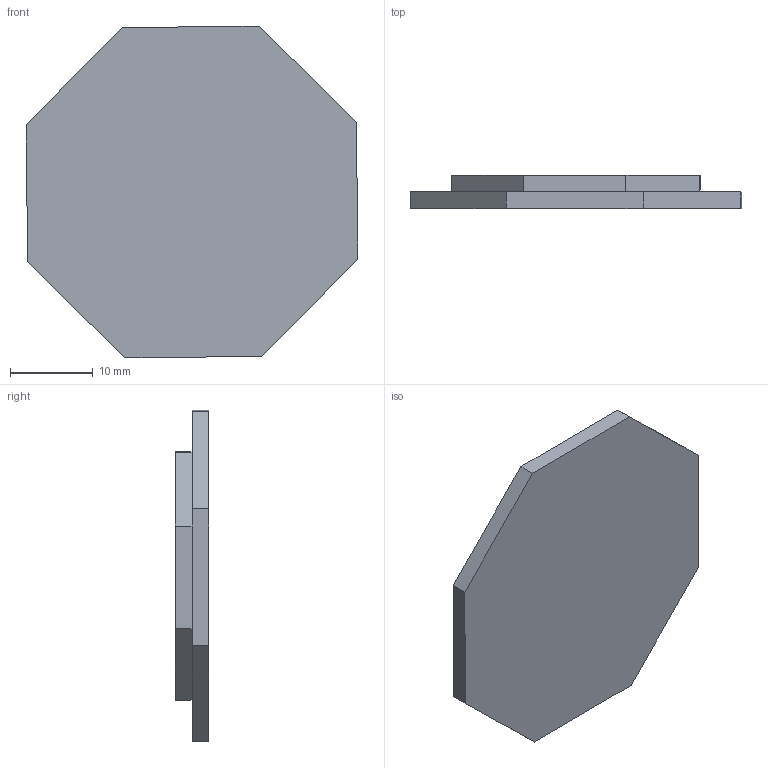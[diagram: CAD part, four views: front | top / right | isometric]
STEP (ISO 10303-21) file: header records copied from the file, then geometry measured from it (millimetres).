
FILE_DESCRIPTION(/* description */ (''),/* implementation_level */ '2;1');
FILE_NAME(/* name */ 'oktagonUnten.stp',/* time_stamp */ '2018-08-09T18:46:56+02:00',/* author */ ('chris'),/* organization */ (''),/* preprocessor_version */ 'ST-DEVELOPER v17',/* originating_system */ 'Autodesk Inventor 2019',/* authorisation */ '');
FILE_SCHEMA (('AUTOMOTIVE_DESIGN { 1 0 10303 214 3 1 1 }'));
Length unit declared in the file: millimetre
Products named in the file (1): oktagonUnten
Bounding box: 40.13 x 4 x 40.13 mm (x, y, z)
Volume: 4142.1 mm3; surface area: 3114.9 mm2
Topology: 1 solids, 1 shells, 19 faces, 48 edges, 32 vertices
Faces by surface type: plane 19
Entity records: 601 total; most frequent: CARTESIAN_POINT 100, ORIENTED_EDGE 96, DIRECTION 88, LINE 48, VECTOR 48, EDGE_CURVE 48, VERTEX_POINT 32, EDGE_LOOP 20
